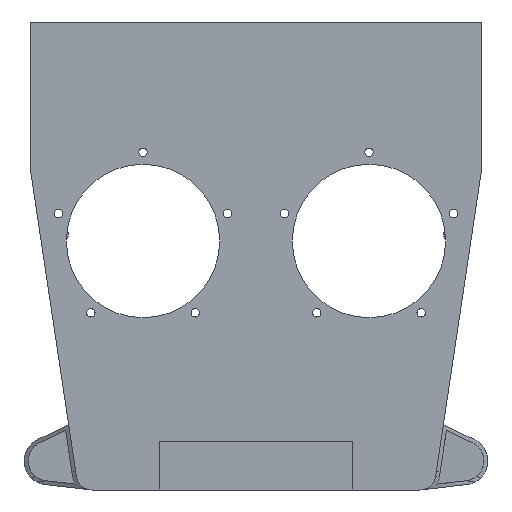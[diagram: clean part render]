
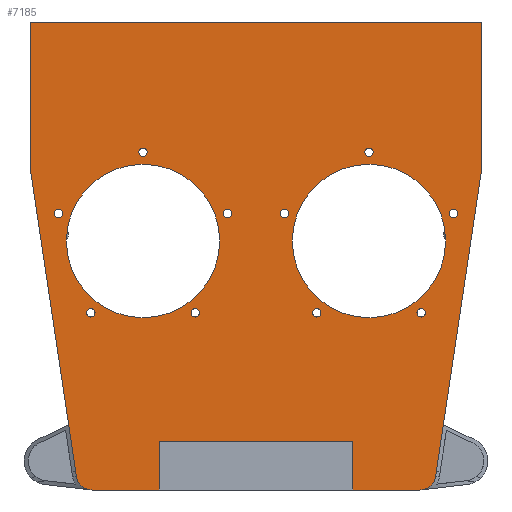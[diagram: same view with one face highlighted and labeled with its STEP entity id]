
A CAD part, front view. The second image highlights one B-rep face of the part: STEP entity #7185.
In plain terms, the highlighted planar face has unit normal (0, -1, 0).
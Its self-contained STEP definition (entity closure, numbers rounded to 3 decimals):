
#443=FACE_BOUND('',#2593,.T.);
#444=FACE_BOUND('',#2594,.T.);
#445=FACE_BOUND('',#2595,.T.);
#446=FACE_BOUND('',#2596,.T.);
#447=FACE_BOUND('',#2597,.T.);
#448=FACE_BOUND('',#2598,.T.);
#449=FACE_BOUND('',#2599,.T.);
#450=FACE_BOUND('',#2600,.T.);
#451=FACE_BOUND('',#2601,.T.);
#452=FACE_BOUND('',#2602,.T.);
#453=FACE_BOUND('',#2603,.T.);
#454=FACE_BOUND('',#2604,.T.);
#804=LINE('',#11944,#1324);
#820=LINE('',#12064,#1340);
#913=LINE('',#12331,#1433);
#922=LINE('',#12387,#1442);
#926=LINE('',#12395,#1446);
#929=LINE('',#12401,#1449);
#933=LINE('',#12409,#1453);
#934=LINE('',#12411,#1454);
#935=LINE('',#12412,#1455);
#936=LINE('',#12413,#1456);
#1324=VECTOR('',#9749,10.);
#1340=VECTOR('',#9787,10.);
#1433=VECTOR('',#10122,10.);
#1442=VECTOR('',#10193,10.);
#1446=VECTOR('',#10199,10.);
#1449=VECTOR('',#10204,10.);
#1453=VECTOR('',#10212,10.);
#1454=VECTOR('',#10215,10.);
#1455=VECTOR('',#10216,10.);
#1456=VECTOR('',#10217,10.);
#1931=FACE_OUTER_BOUND('',#2592,.T.);
#2592=EDGE_LOOP('',(#6271,#6272,#6273,#6274,#6275,#6276,#6277,#6278,#6279,
#6280,#6281,#6282));
#2593=EDGE_LOOP('',(#6283));
#2594=EDGE_LOOP('',(#6284));
#2595=EDGE_LOOP('',(#6285));
#2596=EDGE_LOOP('',(#6286));
#2597=EDGE_LOOP('',(#6287));
#2598=EDGE_LOOP('',(#6288));
#2599=EDGE_LOOP('',(#6289));
#2600=EDGE_LOOP('',(#6290));
#2601=EDGE_LOOP('',(#6291));
#2602=EDGE_LOOP('',(#6292));
#2603=EDGE_LOOP('',(#6293));
#2604=EDGE_LOOP('',(#6294));
#2984=CIRCLE('',#7902,10.);
#2997=CIRCLE('',#7970,2.6);
#2998=CIRCLE('',#7972,2.6);
#2999=CIRCLE('',#7974,2.6);
#3000=CIRCLE('',#7976,2.6);
#3001=CIRCLE('',#7978,2.6);
#3002=CIRCLE('',#7980,2.6);
#3003=CIRCLE('',#7982,2.6);
#3004=CIRCLE('',#7984,2.6);
#3005=CIRCLE('',#7986,2.6);
#3006=CIRCLE('',#7988,2.6);
#3030=CIRCLE('',#8055,10.);
#3031=CIRCLE('',#8056,47.5);
#3032=CIRCLE('',#8057,47.5);
#3538=VERTEX_POINT('',#11941);
#3539=VERTEX_POINT('',#11943);
#3561=VERTEX_POINT('',#12061);
#3562=VERTEX_POINT('',#12063);
#3569=VERTEX_POINT('',#12080);
#3593=VERTEX_POINT('',#12227);
#3594=VERTEX_POINT('',#12231);
#3595=VERTEX_POINT('',#12235);
#3596=VERTEX_POINT('',#12239);
#3597=VERTEX_POINT('',#12243);
#3598=VERTEX_POINT('',#12247);
#3599=VERTEX_POINT('',#12251);
#3600=VERTEX_POINT('',#12255);
#3601=VERTEX_POINT('',#12259);
#3602=VERTEX_POINT('',#12263);
#3614=VERTEX_POINT('',#12328);
#3615=VERTEX_POINT('',#12330);
#3630=VERTEX_POINT('',#12385);
#3631=VERTEX_POINT('',#12386);
#3634=VERTEX_POINT('',#12394);
#3636=VERTEX_POINT('',#12400);
#3638=VERTEX_POINT('',#12408);
#3639=VERTEX_POINT('',#12414);
#3640=VERTEX_POINT('',#12416);
#4347=EDGE_CURVE('',#3538,#3539,#804,.T.);
#4377=EDGE_CURVE('',#3561,#3562,#820,.T.);
#4387=EDGE_CURVE('',#3569,#3561,#2984,.T.);
#4455=EDGE_CURVE('',#3593,#3593,#2997,.T.);
#4457=EDGE_CURVE('',#3594,#3594,#2998,.T.);
#4459=EDGE_CURVE('',#3595,#3595,#2999,.T.);
#4461=EDGE_CURVE('',#3596,#3596,#3000,.T.);
#4463=EDGE_CURVE('',#3597,#3597,#3001,.T.);
#4465=EDGE_CURVE('',#3598,#3598,#3002,.T.);
#4467=EDGE_CURVE('',#3599,#3599,#3003,.T.);
#4469=EDGE_CURVE('',#3600,#3600,#3004,.T.);
#4471=EDGE_CURVE('',#3601,#3601,#3005,.T.);
#4473=EDGE_CURVE('',#3602,#3602,#3006,.T.);
#4504=EDGE_CURVE('',#3615,#3614,#913,.T.);
#4529=EDGE_CURVE('',#3630,#3631,#922,.T.);
#4533=EDGE_CURVE('',#3634,#3630,#926,.T.);
#4536=EDGE_CURVE('',#3636,#3634,#929,.T.);
#4540=EDGE_CURVE('',#3631,#3638,#933,.T.);
#4541=EDGE_CURVE('',#3539,#3638,#3030,.T.);
#4542=EDGE_CURVE('',#3538,#3615,#934,.T.);
#4543=EDGE_CURVE('',#3614,#3562,#935,.T.);
#4544=EDGE_CURVE('',#3569,#3636,#936,.T.);
#4545=EDGE_CURVE('',#3639,#3639,#3031,.T.);
#4546=EDGE_CURVE('',#3640,#3640,#3032,.T.);
#6271=ORIENTED_EDGE('',*,*,#4536,.T.);
#6272=ORIENTED_EDGE('',*,*,#4533,.T.);
#6273=ORIENTED_EDGE('',*,*,#4529,.T.);
#6274=ORIENTED_EDGE('',*,*,#4540,.T.);
#6275=ORIENTED_EDGE('',*,*,#4541,.F.);
#6276=ORIENTED_EDGE('',*,*,#4347,.F.);
#6277=ORIENTED_EDGE('',*,*,#4542,.T.);
#6278=ORIENTED_EDGE('',*,*,#4504,.T.);
#6279=ORIENTED_EDGE('',*,*,#4543,.T.);
#6280=ORIENTED_EDGE('',*,*,#4377,.F.);
#6281=ORIENTED_EDGE('',*,*,#4387,.F.);
#6282=ORIENTED_EDGE('',*,*,#4544,.T.);
#6283=ORIENTED_EDGE('',*,*,#4455,.T.);
#6284=ORIENTED_EDGE('',*,*,#4457,.T.);
#6285=ORIENTED_EDGE('',*,*,#4459,.T.);
#6286=ORIENTED_EDGE('',*,*,#4461,.T.);
#6287=ORIENTED_EDGE('',*,*,#4463,.T.);
#6288=ORIENTED_EDGE('',*,*,#4465,.T.);
#6289=ORIENTED_EDGE('',*,*,#4467,.T.);
#6290=ORIENTED_EDGE('',*,*,#4469,.T.);
#6291=ORIENTED_EDGE('',*,*,#4471,.T.);
#6292=ORIENTED_EDGE('',*,*,#4473,.T.);
#6293=ORIENTED_EDGE('',*,*,#4545,.T.);
#6294=ORIENTED_EDGE('',*,*,#4546,.T.);
#6734=PLANE('',#8054);
#7185=ADVANCED_FACE('',(#1931,#443,#444,#445,#446,#447,#448,#449,#450,#451,
#452,#453,#454),#6734,.T.);
#7902=AXIS2_PLACEMENT_3D('',#12082,#9801,#9802);
#7970=AXIS2_PLACEMENT_3D('',#12229,#9992,#9993);
#7972=AXIS2_PLACEMENT_3D('',#12233,#9997,#9998);
#7974=AXIS2_PLACEMENT_3D('',#12237,#10002,#10003);
#7976=AXIS2_PLACEMENT_3D('',#12241,#10007,#10008);
#7978=AXIS2_PLACEMENT_3D('',#12245,#10012,#10013);
#7980=AXIS2_PLACEMENT_3D('',#12249,#10017,#10018);
#7982=AXIS2_PLACEMENT_3D('',#12253,#10022,#10023);
#7984=AXIS2_PLACEMENT_3D('',#12257,#10027,#10028);
#7986=AXIS2_PLACEMENT_3D('',#12261,#10032,#10033);
#7988=AXIS2_PLACEMENT_3D('',#12265,#10037,#10038);
#8054=AXIS2_PLACEMENT_3D('',#12407,#10210,#10211);
#8055=AXIS2_PLACEMENT_3D('',#12410,#10213,#10214);
#8056=AXIS2_PLACEMENT_3D('',#12415,#10218,#10219);
#8057=AXIS2_PLACEMENT_3D('',#12417,#10220,#10221);
#9749=DIRECTION('',(-0.148,0.,-0.989));
#9787=DIRECTION('',(-0.148,0.,0.989));
#9801=DIRECTION('center_axis',(0.,1.,0.));
#9802=DIRECTION('ref_axis',(-0.653,0.,-0.758));
#9992=DIRECTION('center_axis',(0.,1.,0.));
#9993=DIRECTION('ref_axis',(-1.,0.,0.));
#9997=DIRECTION('center_axis',(0.,1.,0.));
#9998=DIRECTION('ref_axis',(-1.,0.,0.));
#10002=DIRECTION('center_axis',(0.,1.,0.));
#10003=DIRECTION('ref_axis',(-1.,0.,0.));
#10007=DIRECTION('center_axis',(0.,1.,0.));
#10008=DIRECTION('ref_axis',(-1.,0.,0.));
#10012=DIRECTION('center_axis',(0.,1.,0.));
#10013=DIRECTION('ref_axis',(-1.,0.,0.));
#10017=DIRECTION('center_axis',(0.,1.,0.));
#10018=DIRECTION('ref_axis',(-1.,0.,0.));
#10022=DIRECTION('center_axis',(0.,1.,0.));
#10023=DIRECTION('ref_axis',(-1.,0.,0.));
#10027=DIRECTION('center_axis',(0.,1.,0.));
#10028=DIRECTION('ref_axis',(-1.,0.,0.));
#10032=DIRECTION('center_axis',(0.,1.,0.));
#10033=DIRECTION('ref_axis',(-1.,0.,0.));
#10037=DIRECTION('center_axis',(0.,1.,0.));
#10038=DIRECTION('ref_axis',(-1.,0.,0.));
#10122=DIRECTION('',(-1.,0.,0.));
#10193=DIRECTION('',(0.,0.,-1.));
#10199=DIRECTION('',(1.,0.,0.));
#10204=DIRECTION('',(0.,0.,1.));
#10210=DIRECTION('center_axis',(0.,-1.,0.));
#10211=DIRECTION('ref_axis',(0.,0.,-1.));
#10212=DIRECTION('',(1.,0.,0.));
#10213=DIRECTION('center_axis',(0.,1.,0.));
#10214=DIRECTION('ref_axis',(0.653,0.,-0.758));
#10215=DIRECTION('',(0.,0.,1.));
#10216=DIRECTION('',(0.,0.,-1.));
#10217=DIRECTION('',(1.,0.,0.));
#10218=DIRECTION('center_axis',(0.,1.,0.));
#10219=DIRECTION('ref_axis',(1.,0.,0.));
#10220=DIRECTION('center_axis',(0.,1.,0.));
#10221=DIRECTION('ref_axis',(1.,0.,0.));
#11941=CARTESIAN_POINT('',(140.,14.745,-204.285));
#11943=CARTESIAN_POINT('',(111.277,14.745,-395.769));
#11944=CARTESIAN_POINT('',(126.925,14.745,-291.449));
#12061=CARTESIAN_POINT('',(-111.277,14.745,-395.769));
#12063=CARTESIAN_POINT('',(-140.,14.745,-204.285));
#12064=CARTESIAN_POINT('',(-126.925,14.745,-291.449));
#12080=CARTESIAN_POINT('',(-101.388,14.745,-404.285));
#12082=CARTESIAN_POINT('Origin',(-101.388,14.745,-394.285));
#12227=CARTESIAN_POINT('',(40.272,14.745,-294.496));
#12229=CARTESIAN_POINT('Origin',(37.672,14.745,-294.496));
#12231=CARTESIAN_POINT('',(-67.4,14.745,-195.));
#12233=CARTESIAN_POINT('Origin',(-70.,14.745,-195.));
#12235=CARTESIAN_POINT('',(-99.728,14.745,-294.496));
#12237=CARTESIAN_POINT('Origin',(-102.328,14.745,-294.496));
#12239=CARTESIAN_POINT('',(-119.708,14.745,-233.004));
#12241=CARTESIAN_POINT('Origin',(-122.308,14.745,-233.004));
#12243=CARTESIAN_POINT('',(104.928,14.745,-294.496));
#12245=CARTESIAN_POINT('Origin',(102.328,14.745,-294.496));
#12247=CARTESIAN_POINT('',(72.6,14.745,-195.));
#12249=CARTESIAN_POINT('Origin',(70.,14.745,-195.));
#12251=CARTESIAN_POINT('',(-15.092,14.745,-233.004));
#12253=CARTESIAN_POINT('Origin',(-17.692,14.745,-233.004));
#12255=CARTESIAN_POINT('',(-35.072,14.745,-294.496));
#12257=CARTESIAN_POINT('Origin',(-37.672,14.745,-294.496));
#12259=CARTESIAN_POINT('',(20.292,14.745,-233.004));
#12261=CARTESIAN_POINT('Origin',(17.692,14.745,-233.004));
#12263=CARTESIAN_POINT('',(124.908,14.745,-233.004));
#12265=CARTESIAN_POINT('Origin',(122.308,14.745,-233.004));
#12328=CARTESIAN_POINT('',(-140.,14.745,-114.285));
#12330=CARTESIAN_POINT('',(140.,14.745,-114.285));
#12331=CARTESIAN_POINT('',(140.,14.745,-114.285));
#12385=CARTESIAN_POINT('',(60.,14.745,-374.285));
#12386=CARTESIAN_POINT('',(60.,14.745,-404.285));
#12387=CARTESIAN_POINT('',(60.,14.745,-316.785));
#12394=CARTESIAN_POINT('',(-60.,14.745,-374.285));
#12395=CARTESIAN_POINT('',(-30.,14.745,-374.285));
#12400=CARTESIAN_POINT('',(-60.,14.745,-404.285));
#12401=CARTESIAN_POINT('',(-60.,14.745,-331.785));
#12407=CARTESIAN_POINT('Origin',(0.,14.745,-259.285));
#12408=CARTESIAN_POINT('',(101.388,14.745,-404.285));
#12409=CARTESIAN_POINT('',(-140.,14.745,-404.285));
#12410=CARTESIAN_POINT('Origin',(101.388,14.745,-394.285));
#12411=CARTESIAN_POINT('',(140.,14.745,-404.285));
#12412=CARTESIAN_POINT('',(-140.,14.745,-114.285));
#12413=CARTESIAN_POINT('',(-140.,14.745,-404.285));
#12414=CARTESIAN_POINT('',(22.5,14.745,-250.));
#12415=CARTESIAN_POINT('Origin',(70.,14.745,-250.));
#12416=CARTESIAN_POINT('',(-117.5,14.745,-250.));
#12417=CARTESIAN_POINT('Origin',(-70.,14.745,-250.));
